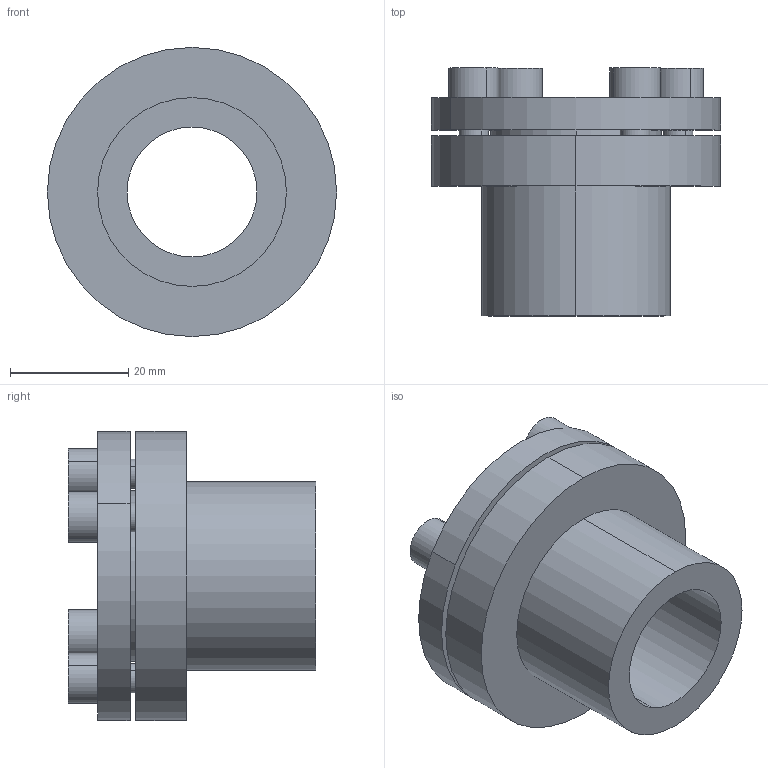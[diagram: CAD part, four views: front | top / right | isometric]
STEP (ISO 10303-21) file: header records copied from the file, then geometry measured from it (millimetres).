
FILE_DESCRIPTION((''),'2;1');
FILE_NAME('C22.stp','2003-07-03T09:39:14',(''),(''),'AutoCAD STEP 2000i','AutoCAD 2000i',', , ');
FILE_SCHEMA(('CONFIG_CONTROL_DESIGN'));
Length unit declared in the file: millimetre
Products named in the file (2): C22; TRYCKBRICKA
Assembly tree (1 placements, depth 2):
  C22
    TRYCKBRICKA
Bounding box: 49 x 42 x 49 mm (x, y, z)
Volume: 31641.4 mm3; surface area: 13281.4 mm2
Topology: 1 solids, 1 shells, 69 faces, 172 edges, 118 vertices
Faces by surface type: plane 39, cylinder 30
Entity records: 2225 total; most frequent: DIRECTION 384, CARTESIAN_POINT 361, ORIENTED_EDGE 344, EDGE_CURVE 172, AXIS2_PLACEMENT_3D 141, VERTEX_POINT 118, VECTOR 102, LINE 102
